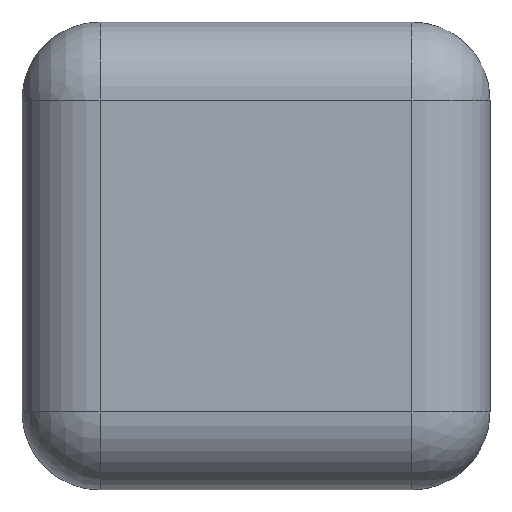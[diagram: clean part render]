
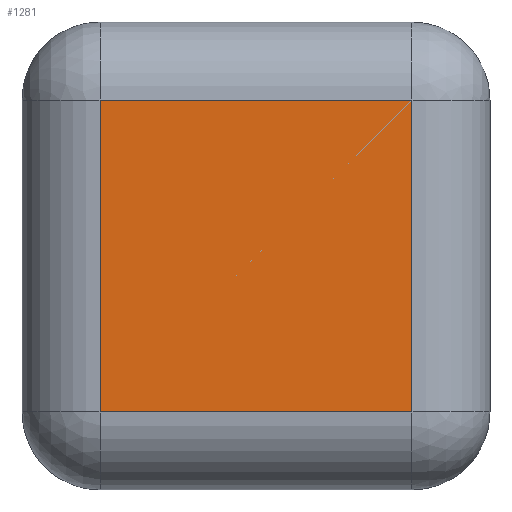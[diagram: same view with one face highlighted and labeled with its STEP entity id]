
A CAD part, left-side view. The second image highlights one B-rep face of the part: STEP entity #1281.
In plain terms, the highlighted planar face has unit normal (-1, 0, 0).
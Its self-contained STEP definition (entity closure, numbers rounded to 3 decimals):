
#334 = DIRECTION ( 'NONE',  ( 0., 0., 1. ) ) ;
#335 = VECTOR ( 'NONE', #334, 1000. ) ;
#336 = CARTESIAN_POINT ( 'NONE',  ( -0.3, 0.05, 0.15 ) ) ;
#337 = LINE ( 'NONE', #336, #335 ) ;
#339 = CARTESIAN_POINT ( 'NONE',  ( -0.3, 0.05, -0.1 ) ) ;
#360 = FACE_OUTER_BOUND ( 'NONE', #1282, .T. ) ;
#389 = CARTESIAN_POINT ( 'NONE',  ( -0.3, 0.25, -0.1 ) ) ;
#390 = DIRECTION ( 'NONE',  ( 0., 0., -1. ) ) ;
#391 = VECTOR ( 'NONE', #390, 1000. ) ;
#392 = CARTESIAN_POINT ( 'NONE',  ( -0.3, 0.25, 0.15 ) ) ;
#393 = LINE ( 'NONE', #392, #391 ) ;
#394 = CARTESIAN_POINT ( 'NONE',  ( -0.3, 0.25, 0.1 ) ) ;
#395 = CARTESIAN_POINT ( 'NONE',  ( -0.3, 0.05, 0.1 ) ) ;
#396 = DIRECTION ( 'NONE',  ( 0., 1., 0. ) ) ;
#397 = VECTOR ( 'NONE', #396, 1000. ) ;
#398 = CARTESIAN_POINT ( 'NONE',  ( -0.3, 0.3, 0.1 ) ) ;
#399 = LINE ( 'NONE', #398, #397 ) ;
#400 = DIRECTION ( 'NONE',  ( 0., 0., -1. ) ) ;
#401 = DIRECTION ( 'NONE',  ( 1., 0., 0. ) ) ;
#402 = CARTESIAN_POINT ( 'NONE',  ( -0.3, 0.3, 0.15 ) ) ;
#403 = AXIS2_PLACEMENT_3D ( 'NONE', #402, #401, #400 ) ;
#404 = PLANE ( 'NONE',  #403 ) ;
#589 = DIRECTION ( 'NONE',  ( 0., -1., 0. ) ) ;
#590 = VECTOR ( 'NONE', #589, 1000. ) ;
#591 = CARTESIAN_POINT ( 'NONE',  ( -0.3, 0.3, -0.1 ) ) ;
#592 = LINE ( 'NONE', #591, #590 ) ;
#1266 = VERTEX_POINT ( 'NONE', #339 ) ;
#1267 = ORIENTED_EDGE ( 'NONE', *, *, #1268, .T. ) ;
#1268 = EDGE_CURVE ( 'NONE', #1266, #1285, #337, .T. ) ;
#1281 = ADVANCED_FACE ( 'NONE', ( #360 ), #404, .F. ) ;
#1282 = EDGE_LOOP ( 'NONE', ( #1283, #1287, #1342, #1267 ) ) ;
#1283 = ORIENTED_EDGE ( 'NONE', *, *, #1284, .T. ) ;
#1284 = EDGE_CURVE ( 'NONE', #1285, #1286, #399, .T. ) ;
#1285 = VERTEX_POINT ( 'NONE', #395 ) ;
#1286 = VERTEX_POINT ( 'NONE', #394 ) ;
#1287 = ORIENTED_EDGE ( 'NONE', *, *, #1288, .T. ) ;
#1288 = EDGE_CURVE ( 'NONE', #1286, #1289, #393, .T. ) ;
#1289 = VERTEX_POINT ( 'NONE', #389 ) ;
#1342 = ORIENTED_EDGE ( 'NONE', *, *, #1343, .T. ) ;
#1343 = EDGE_CURVE ( 'NONE', #1289, #1266, #592, .T. ) ;
